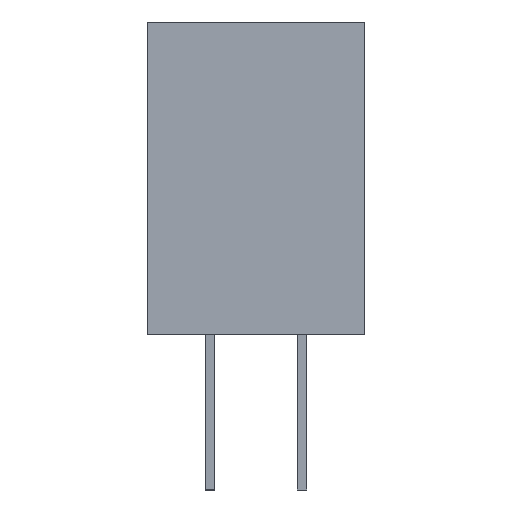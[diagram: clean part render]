
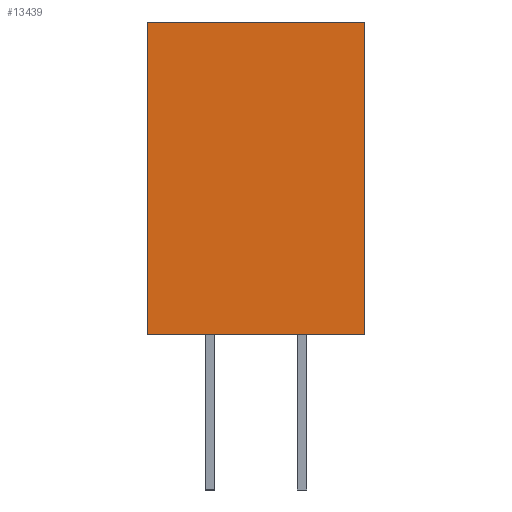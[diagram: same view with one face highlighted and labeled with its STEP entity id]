
A CAD part, left-side view. The second image highlights one B-rep face of the part: STEP entity #13439.
In plain terms, the highlighted planar face has unit normal (-1, 0, 0).
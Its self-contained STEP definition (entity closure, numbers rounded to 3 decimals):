
#528=FACE_OUTER_BOUND('',#1328,.T.);
#1328=EDGE_LOOP('',(#9925,#9926,#9927,#9928));
#2414=LINE('',#19145,#4166);
#2417=LINE('',#19150,#4169);
#2634=LINE('',#19603,#4386);
#2635=LINE('',#19604,#4387);
#4166=VECTOR('',#15763,10.);
#4169=VECTOR('',#15768,10.);
#4386=VECTOR('',#16167,10.);
#4387=VECTOR('',#16168,10.);
#5701=VERTEX_POINT('',#19142);
#5702=VERTEX_POINT('',#19144);
#5703=VERTEX_POINT('',#19148);
#5848=VERTEX_POINT('',#19602);
#7086=EDGE_CURVE('',#5702,#5701,#2414,.T.);
#7089=EDGE_CURVE('',#5703,#5701,#2417,.T.);
#7306=EDGE_CURVE('',#5702,#5848,#2634,.T.);
#7307=EDGE_CURVE('',#5848,#5703,#2635,.F.);
#9925=ORIENTED_EDGE('',*,*,#7306,.F.);
#9926=ORIENTED_EDGE('',*,*,#7086,.T.);
#9927=ORIENTED_EDGE('',*,*,#7089,.F.);
#9928=ORIENTED_EDGE('',*,*,#7307,.F.);
#12052=PLANE('',#14194);
#13439=ADVANCED_FACE('',(#528),#12052,.T.);
#14194=AXIS2_PLACEMENT_3D('',#19601,#16165,#16166);
#15763=DIRECTION('',(0.,0.,1.));
#15768=DIRECTION('',(0.,-1.,0.));
#16165=DIRECTION('center_axis',(-1.,0.,0.));
#16166=DIRECTION('ref_axis',(0.,-1.,0.));
#16167=DIRECTION('',(0.,1.,0.));
#16168=DIRECTION('',(0.,0.,-1.));
#19142=CARTESIAN_POINT('',(-0.826,-2.135,4.3));
#19144=CARTESIAN_POINT('',(-0.826,-2.135,0.));
#19145=CARTESIAN_POINT('',(-0.826,-2.135,3.048));
#19148=CARTESIAN_POINT('',(-0.826,0.865,4.3));
#19150=CARTESIAN_POINT('',(-0.826,-0.476,4.3));
#19601=CARTESIAN_POINT('Origin',(-0.826,-0.318,
1.905));
#19602=CARTESIAN_POINT('',(-0.826,0.865,0.));
#19603=CARTESIAN_POINT('',(-0.826,-0.476,0.));
#19604=CARTESIAN_POINT('',(-0.826,0.865,3.048));
